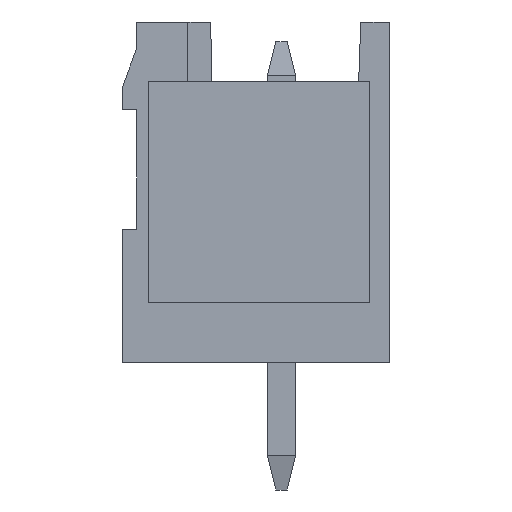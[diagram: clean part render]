
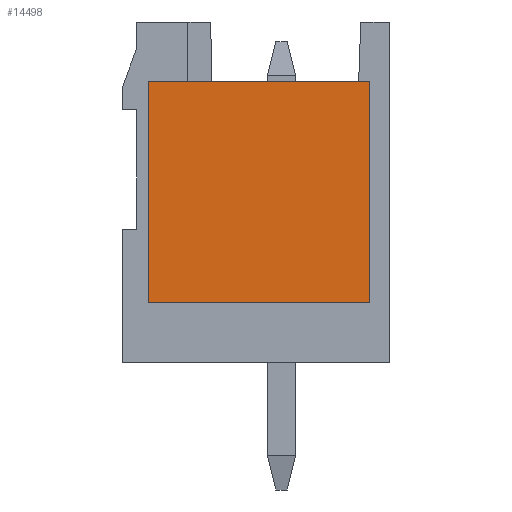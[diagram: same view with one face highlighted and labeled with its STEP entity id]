
A CAD part, left-side view. The second image highlights one B-rep face of the part: STEP entity #14498.
In plain terms, the highlighted planar face has unit normal (-1, 0, 0).
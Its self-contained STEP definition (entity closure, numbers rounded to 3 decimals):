
#14485=AXIS2_PLACEMENT_3D('Plane Axis2P3D',#14482,#14483,#14484) ;
#9102=CARTESIAN_POINT('Vertex',(0.,0.7,14.4)) ;
#9107=CARTESIAN_POINT('Line Origine',(0.,0.7,10.5)) ;
#9111=CARTESIAN_POINT('Vertex',(0.,0.7,6.6)) ;
#9188=CARTESIAN_POINT('Vertex',(0.,8.5,6.6)) ;
#9191=CARTESIAN_POINT('Line Origine',(0.,8.5,10.5)) ;
#9195=CARTESIAN_POINT('Vertex',(0.,8.5,14.4)) ;
#14469=CARTESIAN_POINT('Line Origine',(0.,4.6,14.4)) ;
#14482=CARTESIAN_POINT('Axis2P3D Location',(0.,8.5,14.4)) ;
#14487=CARTESIAN_POINT('Line Origine',(0.,4.6,6.6)) ;
#9108=DIRECTION('Vector Direction',(0.,0.,-1.)) ;
#9192=DIRECTION('Vector Direction',(0.,0.,-1.)) ;
#14470=DIRECTION('Vector Direction',(0.,-1.,0.)) ;
#14483=DIRECTION('Axis2P3D Direction',(-1.,0.,0.)) ;
#14484=DIRECTION('Axis2P3D XDirection',(0.,0.,-1.)) ;
#14488=DIRECTION('Vector Direction',(0.,-1.,0.)) ;
#9109=VECTOR('Line Direction',#9108,1.) ;
#9193=VECTOR('Line Direction',#9192,1.) ;
#14471=VECTOR('Line Direction',#14470,1.) ;
#14489=VECTOR('Line Direction',#14488,1.) ;
#14493=ORIENTED_EDGE('',*,*,#9113,.T.) ;
#14494=ORIENTED_EDGE('',*,*,#14473,.F.) ;
#14495=ORIENTED_EDGE('',*,*,#9197,.F.) ;
#14496=ORIENTED_EDGE('',*,*,#14491,.T.) ;
#14498=ADVANCED_FACE('HOUSING',(#14497),#14486,.T.) ;
#9113=EDGE_CURVE('',#9112,#9103,#9110,.F.) ;
#9197=EDGE_CURVE('',#9189,#9196,#9194,.F.) ;
#14473=EDGE_CURVE('',#9196,#9103,#14472,.T.) ;
#14491=EDGE_CURVE('',#9189,#9112,#14490,.T.) ;
#14492=EDGE_LOOP('',(#14493,#14494,#14495,#14496)) ;
#14497=FACE_OUTER_BOUND('',#14492,.T.) ;
#9110=LINE('Line',#9107,#9109) ;
#9194=LINE('Line',#9191,#9193) ;
#14472=LINE('Line',#14469,#14471) ;
#14490=LINE('Line',#14487,#14489) ;
#14486=PLANE('',#14485) ;
#9103=VERTEX_POINT('',#9102) ;
#9112=VERTEX_POINT('',#9111) ;
#9189=VERTEX_POINT('',#9188) ;
#9196=VERTEX_POINT('',#9195) ;
